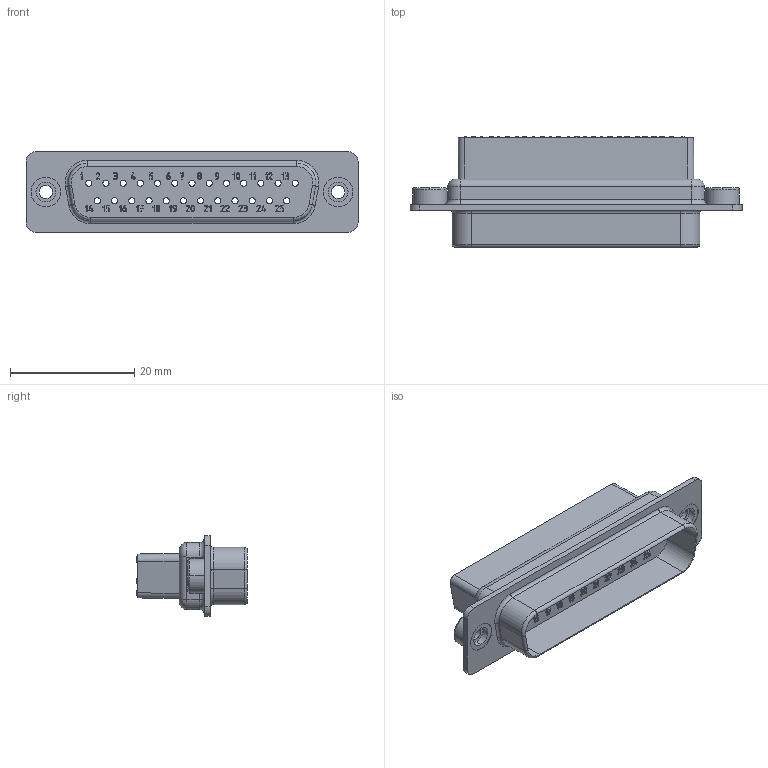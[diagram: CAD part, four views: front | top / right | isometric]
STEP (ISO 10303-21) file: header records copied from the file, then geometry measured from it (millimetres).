
FILE_DESCRIPTION(('Creo Elements/Direct Modeling STEP Export'),'2;1');
FILE_NAME('model.stp','2019-08-09T16:29:40',(''),(''),'Creo Elements/Direct Modeling STEP processor for AP214 (Solid Model)','Creo Elements/Direct Modeling 20.1A 29-Sep-2018 (C) Parametric Technology GmbH','');
FILE_SCHEMA(('AUTOMOTIVE_DESIGN { 1 0 10303 214 1 1 1 1 }'));
Products named in the file (2): VS-25-ST-DSUB-CD-G
Assembly tree (1 placements, depth 2):
  VS-25-ST-DSUB-CD-G
    VS-25-ST-DSUB-CD-G
Bounding box: 53.42 x 17.84 x 12.93 mm (x, y, z)
Volume: 3868.2 mm3; surface area: 4951.3 mm2
Topology: 1 solids, 1 shells, 1866 faces, 5150 edges, 3422 vertices
Faces by surface type: plane 1031, cylinder 602, extrusion 209, torus 20, cone 4
Entity records: 74398 total; most frequent: CARTESIAN_POINT 11543, ORIENTED_EDGE 10300, DIRECTION 9353, EDGE_CURVE 5150, VECTOR 3857, LINE 3648, VERTEX_POINT 3422, AXIS2_PLACEMENT_3D 2748
